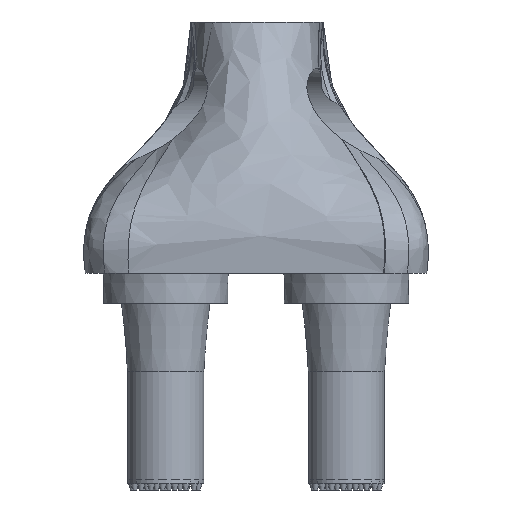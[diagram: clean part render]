
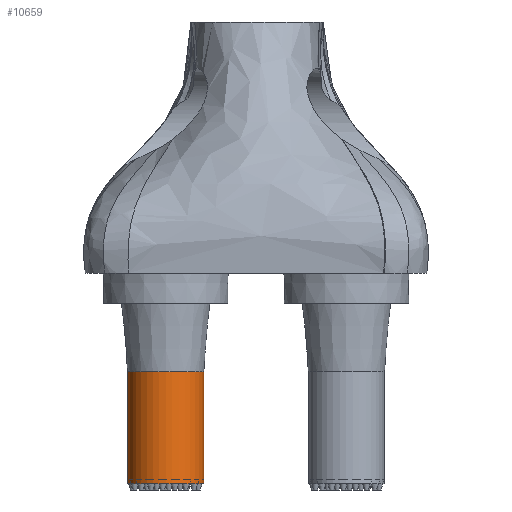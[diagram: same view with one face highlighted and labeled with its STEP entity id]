
A CAD part, front view. The second image highlights one B-rep face of the part: STEP entity #10659.
In plain terms, the highlighted cylindrical face has radius 1.9 mm (diameter 3.8 mm), a full revolution.
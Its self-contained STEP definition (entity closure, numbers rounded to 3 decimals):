
#10626 = EDGE_CURVE('',#10627,#10627,#10629,.T.);
#10627 = VERTEX_POINT('',#10628);
#10628 = CARTESIAN_POINT('',(0.,1.9,1.));
#10629 = SURFACE_CURVE('',#10630,(#10635,#10647),.PCURVE_S1.);
#10630 = CIRCLE('',#10631,1.9);
#10631 = AXIS2_PLACEMENT_3D('',#10632,#10633,#10634);
#10632 = CARTESIAN_POINT('',(0.,0.,1.));
#10633 = DIRECTION('',(0.,0.,-1.));
#10634 = DIRECTION('',(0.,1.,0.));
#10635 = PCURVE('',#10636,#10641);
#10636 = PLANE('',#10637);
#10637 = AXIS2_PLACEMENT_3D('',#10638,#10639,#10640);
#10638 = CARTESIAN_POINT('',(0.,0.,1.));
#10639 = DIRECTION('',(0.,0.,-1.));
#10640 = DIRECTION('',(0.,1.,0.));
#10641 = DEFINITIONAL_REPRESENTATION('',(#10642),#10646);
#10642 = CIRCLE('',#10643,1.9);
#10643 = AXIS2_PLACEMENT_2D('',#10644,#10645);
#10644 = CARTESIAN_POINT('',(0.,0.));
#10645 = DIRECTION('',(1.,0.));
#10646 = ( GEOMETRIC_REPRESENTATION_CONTEXT(2) 
PARAMETRIC_REPRESENTATION_CONTEXT() REPRESENTATION_CONTEXT('2D SPACE',''
  ) );
#10647 = PCURVE('',#10648,#10653);
#10648 = CYLINDRICAL_SURFACE('',#10649,1.9);
#10649 = AXIS2_PLACEMENT_3D('',#10650,#10651,#10652);
#10650 = CARTESIAN_POINT('',(0.,0.,1.));
#10651 = DIRECTION('',(0.,0.,1.));
#10652 = DIRECTION('',(0.,1.,0.));
#10653 = DEFINITIONAL_REPRESENTATION('',(#10654),#10658);
#10654 = LINE('',#10655,#10656);
#10655 = CARTESIAN_POINT('',(-0.,0.));
#10656 = VECTOR('',#10657,1.);
#10657 = DIRECTION('',(-1.,0.));
#10658 = ( GEOMETRIC_REPRESENTATION_CONTEXT(2) 
PARAMETRIC_REPRESENTATION_CONTEXT() REPRESENTATION_CONTEXT('2D SPACE',''
  ) );
#10659 = ADVANCED_FACE('',(#10660),#10648,.T.);
#10660 = FACE_BOUND('',#10661,.F.);
#10661 = EDGE_LOOP('',(#10662,#10663,#10686,#10713));
#10662 = ORIENTED_EDGE('',*,*,#10626,.T.);
#10663 = ORIENTED_EDGE('',*,*,#10664,.T.);
#10664 = EDGE_CURVE('',#10627,#10665,#10667,.T.);
#10665 = VERTEX_POINT('',#10666);
#10666 = CARTESIAN_POINT('',(0.,1.9,6.583));
#10667 = SEAM_CURVE('',#10668,(#10672,#10679),.PCURVE_S1.);
#10668 = LINE('',#10669,#10670);
#10669 = CARTESIAN_POINT('',(0.,1.9,1.));
#10670 = VECTOR('',#10671,1.);
#10671 = DIRECTION('',(0.,0.,1.));
#10672 = PCURVE('',#10648,#10673);
#10673 = DEFINITIONAL_REPRESENTATION('',(#10674),#10678);
#10674 = LINE('',#10675,#10676);
#10675 = CARTESIAN_POINT('',(-0.,0.));
#10676 = VECTOR('',#10677,1.);
#10677 = DIRECTION('',(-0.,1.));
#10678 = ( GEOMETRIC_REPRESENTATION_CONTEXT(2) 
PARAMETRIC_REPRESENTATION_CONTEXT() REPRESENTATION_CONTEXT('2D SPACE',''
  ) );
#10679 = PCURVE('',#10648,#10680);
#10680 = DEFINITIONAL_REPRESENTATION('',(#10681),#10685);
#10681 = LINE('',#10682,#10683);
#10682 = CARTESIAN_POINT('',(-6.283,0.));
#10683 = VECTOR('',#10684,1.);
#10684 = DIRECTION('',(-0.,1.));
#10685 = ( GEOMETRIC_REPRESENTATION_CONTEXT(2) 
PARAMETRIC_REPRESENTATION_CONTEXT() REPRESENTATION_CONTEXT('2D SPACE',''
  ) );
#10686 = ORIENTED_EDGE('',*,*,#10687,.F.);
#10687 = EDGE_CURVE('',#10665,#10665,#10688,.T.);
#10688 = SURFACE_CURVE('',#10689,(#10694,#10701),.PCURVE_S1.);
#10689 = CIRCLE('',#10690,1.9);
#10690 = AXIS2_PLACEMENT_3D('',#10691,#10692,#10693);
#10691 = CARTESIAN_POINT('',(0.,0.,6.583));
#10692 = DIRECTION('',(0.,0.,-1.));
#10693 = DIRECTION('',(0.,1.,0.));
#10694 = PCURVE('',#10648,#10695);
#10695 = DEFINITIONAL_REPRESENTATION('',(#10696),#10700);
#10696 = LINE('',#10697,#10698);
#10697 = CARTESIAN_POINT('',(-0.,5.583));
#10698 = VECTOR('',#10699,1.);
#10699 = DIRECTION('',(-1.,0.));
#10700 = ( GEOMETRIC_REPRESENTATION_CONTEXT(2) 
PARAMETRIC_REPRESENTATION_CONTEXT() REPRESENTATION_CONTEXT('2D SPACE',''
  ) );
#10701 = PCURVE('',#10702,#10707);
#10702 = CONICAL_SURFACE('',#10703,1.9,0.088);
#10703 = AXIS2_PLACEMENT_3D('',#10704,#10705,#10706);
#10704 = CARTESIAN_POINT('',(0.,0.,6.583));
#10705 = DIRECTION('',(0.,0.,1.));
#10706 = DIRECTION('',(0.,1.,0.));
#10707 = DEFINITIONAL_REPRESENTATION('',(#10708),#10712);
#10708 = LINE('',#10709,#10710);
#10709 = CARTESIAN_POINT('',(-0.,0.));
#10710 = VECTOR('',#10711,1.);
#10711 = DIRECTION('',(-1.,0.));
#10712 = ( GEOMETRIC_REPRESENTATION_CONTEXT(2) 
PARAMETRIC_REPRESENTATION_CONTEXT() REPRESENTATION_CONTEXT('2D SPACE',''
  ) );
#10713 = ORIENTED_EDGE('',*,*,#10664,.F.);
